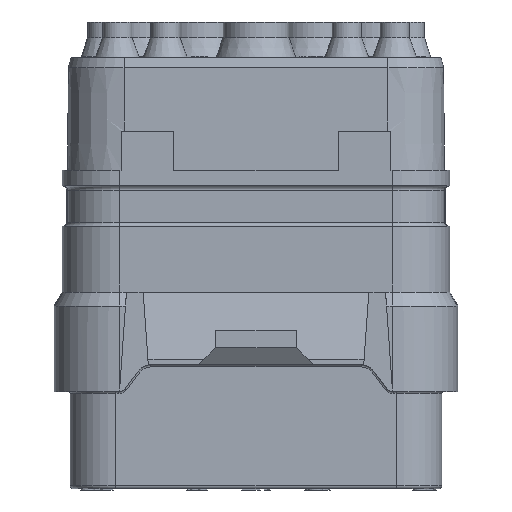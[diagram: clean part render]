
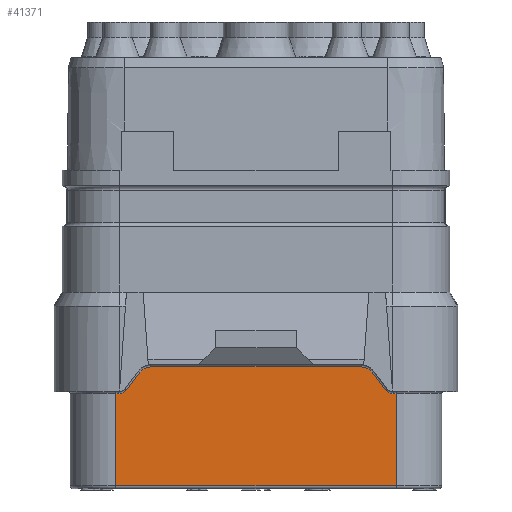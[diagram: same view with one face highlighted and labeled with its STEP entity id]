
A CAD part, front view. The second image highlights one B-rep face of the part: STEP entity #41371.
In plain terms, the highlighted planar face has unit normal (0, -1, 0).
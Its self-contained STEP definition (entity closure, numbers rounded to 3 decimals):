
#6116=DIRECTION('',(-1.,0.,0.));
#6117=VECTOR('',#6116,10.4);
#6118=CARTESIAN_POINT('',(5.2,-5.875,-11.73));
#6119=LINE('',#6118,#6117);
#6120=DIRECTION('',(-1.,0.,0.));
#6121=VECTOR('',#6120,0.1);
#6122=CARTESIAN_POINT('',(-5.1,-5.875,-8.31));
#6123=LINE('',#6122,#6121);
#6124=CARTESIAN_POINT('',(-5.1,-5.875,-7.93));
#6125=DIRECTION('',(0.,1.,0.));
#6126=DIRECTION('',(0.8,0.,-0.6));
#6127=AXIS2_PLACEMENT_3D('',#6124,#6125,#6126);
#6129=DIRECTION('',(-0.6,0.,-0.8));
#6130=VECTOR('',#6129,0.8);
#6131=CARTESIAN_POINT('',(-4.316,-5.875,-7.518));
#6132=LINE('',#6131,#6130);
#6133=CARTESIAN_POINT('',(-3.9,-5.875,-7.83));
#6134=DIRECTION('',(0.,-1.,0.));
#6135=DIRECTION('',(0.,0.,1.));
#6136=AXIS2_PLACEMENT_3D('',#6133,#6134,#6135);
#6138=DIRECTION('',(-1.,0.,0.));
#6139=VECTOR('',#6138,7.8);
#6140=CARTESIAN_POINT('',(3.9,-5.875,-7.31));
#6141=LINE('',#6140,#6139);
#6142=CARTESIAN_POINT('',(3.9,-5.875,-7.83));
#6143=DIRECTION('',(0.,-1.,0.));
#6144=DIRECTION('',(0.8,0.,0.6));
#6145=AXIS2_PLACEMENT_3D('',#6142,#6143,#6144);
#6147=DIRECTION('',(-0.6,0.,0.8));
#6148=VECTOR('',#6147,0.8);
#6149=CARTESIAN_POINT('',(4.796,-5.875,-8.158));
#6150=LINE('',#6149,#6148);
#6151=CARTESIAN_POINT('',(5.1,-5.875,-7.93));
#6152=DIRECTION('',(0.,1.,0.));
#6153=DIRECTION('',(0.,0.,-1.));
#6154=AXIS2_PLACEMENT_3D('',#6151,#6152,#6153);
#6156=DIRECTION('',(-1.,0.,0.));
#6157=VECTOR('',#6156,0.1);
#6158=CARTESIAN_POINT('',(5.2,-5.875,-8.31));
#6159=LINE('',#6158,#6157);
#6160=DIRECTION('',(0.,0.,-1.));
#6161=VECTOR('',#6160,3.42);
#6162=CARTESIAN_POINT('',(5.2,-5.875,-8.31));
#6163=LINE('',#6162,#6161);
#6174=DIRECTION('',(0.,0.,-1.));
#6175=VECTOR('',#6174,3.42);
#6176=CARTESIAN_POINT('',(-5.2,-5.875,-8.31));
#6177=LINE('',#6176,#6175);
#30139=CARTESIAN_POINT('',(5.2,-5.875,-8.31));
#30140=CARTESIAN_POINT('',(5.1,-5.875,-8.31));
#30141=VERTEX_POINT('',#30139);
#30142=VERTEX_POINT('',#30140);
#30145=CARTESIAN_POINT('',(4.796,-5.875,-8.158));
#30146=VERTEX_POINT('',#30145);
#30149=CARTESIAN_POINT('',(4.316,-5.875,-7.518));
#30150=VERTEX_POINT('',#30149);
#30151=CARTESIAN_POINT('',(3.9,-5.875,-7.31));
#30152=VERTEX_POINT('',#30151);
#30153=CARTESIAN_POINT('',(-3.9,-5.875,-7.31));
#30154=VERTEX_POINT('',#30153);
#30155=CARTESIAN_POINT('',(-4.316,-5.875,-7.518));
#30156=VERTEX_POINT('',#30155);
#30161=CARTESIAN_POINT('',(-4.796,-5.875,-8.158));
#30162=VERTEX_POINT('',#30161);
#30165=CARTESIAN_POINT('',(-5.1,-5.875,-8.31));
#30166=VERTEX_POINT('',#30165);
#30169=CARTESIAN_POINT('',(-5.2,-5.875,-8.31));
#30170=VERTEX_POINT('',#30169);
#30291=CARTESIAN_POINT('',(5.2,-5.875,-11.73));
#30292=CARTESIAN_POINT('',(-5.2,-5.875,-11.73));
#30293=VERTEX_POINT('',#30291);
#30294=VERTEX_POINT('',#30292);
#41350=CARTESIAN_POINT('',(5.2,-5.875,-8.23));
#41351=DIRECTION('',(0.,-1.,0.));
#41352=DIRECTION('',(-1.,0.,0.));
#41353=AXIS2_PLACEMENT_3D('',#41350,#41351,#41352);
#41354=PLANE('',#41353);
#41355=ORIENTED_EDGE('',*,*,#41219,.T.);
#41357=ORIENTED_EDGE('',*,*,#41356,.F.);
#41358=ORIENTED_EDGE('',*,*,#41331,.F.);
#41359=ORIENTED_EDGE('',*,*,#41344,.F.);
#41360=ORIENTED_EDGE('',*,*,#39751,.F.);
#41361=ORIENTED_EDGE('',*,*,#39767,.F.);
#41362=ORIENTED_EDGE('',*,*,#39793,.F.);
#41363=ORIENTED_EDGE('',*,*,#39808,.F.);
#41364=ORIENTED_EDGE('',*,*,#39849,.F.);
#41365=ORIENTED_EDGE('',*,*,#39864,.F.);
#41366=ORIENTED_EDGE('',*,*,#39892,.F.);
#41368=ORIENTED_EDGE('',*,*,#41367,.T.);
#41369=EDGE_LOOP('',(#41355,#41357,#41358,#41359,#41360,#41361,#41362,#41363,
#41364,#41365,#41366,#41368));
#41370=FACE_OUTER_BOUND('',#41369,.F.);
#41371=ADVANCED_FACE('',(#41370),#41354,.T.);
#6128=CIRCLE('',#6127,0.38);
#6137=CIRCLE('',#6136,0.52);
#6146=CIRCLE('',#6145,0.52);
#6155=CIRCLE('',#6154,0.38);
#39751=EDGE_CURVE('',#30156,#30162,#6132,.T.);
#39767=EDGE_CURVE('',#30154,#30156,#6137,.T.);
#39793=EDGE_CURVE('',#30152,#30154,#6141,.T.);
#39808=EDGE_CURVE('',#30150,#30152,#6146,.T.);
#39849=EDGE_CURVE('',#30146,#30150,#6150,.T.);
#39864=EDGE_CURVE('',#30142,#30146,#6155,.T.);
#39892=EDGE_CURVE('',#30141,#30142,#6159,.T.);
#41219=EDGE_CURVE('',#30293,#30294,#6119,.T.);
#41331=EDGE_CURVE('',#30166,#30170,#6123,.T.);
#41344=EDGE_CURVE('',#30162,#30166,#6128,.T.);
#41356=EDGE_CURVE('',#30170,#30294,#6177,.T.);
#41367=EDGE_CURVE('',#30141,#30293,#6163,.T.);
